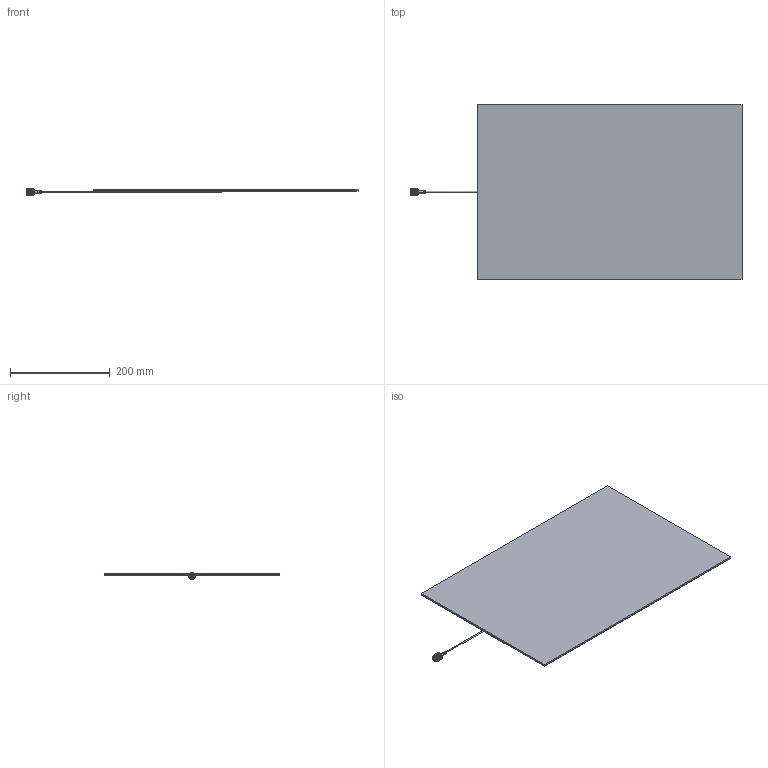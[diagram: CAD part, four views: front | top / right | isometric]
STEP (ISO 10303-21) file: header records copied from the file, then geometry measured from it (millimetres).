
FILE_DESCRIPTION (( 'STEP AP203' ), '1' );
FILE_NAME ('FMANFP1025_3D.STEP', '2022-11-21T16:25:38', ( '' ), ( '' ), 'SwSTEP 2.0', 'SolidWorks 2022', '' );
FILE_SCHEMA (( 'CONFIG_CONTROL_DESIGN' ));
Length unit declared in the file: inch
Products named in the file (3): LCANFP1025_MA1; FMANFP1025_3D; PE4668
Assembly tree (2 placements, depth 2):
  FMANFP1025_3D
    LCANFP1025_MA1
    PE4668
Bounding box: 666.51 x 350 x 14.5 mm (x, y, z)
Volume: 745603.1 mm3; surface area: 754248.7 mm2
Topology: 5 solids, 5 shells, 2689 faces, 5716 edges, 3048 vertices
Faces by surface type: bspline 2007, cylinder 573, plane 75, cone 34
Entity records: 103139 total; most frequent: CARTESIAN_POINT 67756, ORIENTED_EDGE 11432, EDGE_CURVE 5716, VERTEX_POINT 3048, EDGE_LOOP 2704, FACE_OUTER_BOUND 2689, ADVANCED_FACE 2689, B_SPLINE_CURVE_WITH_KNOTS 2292
